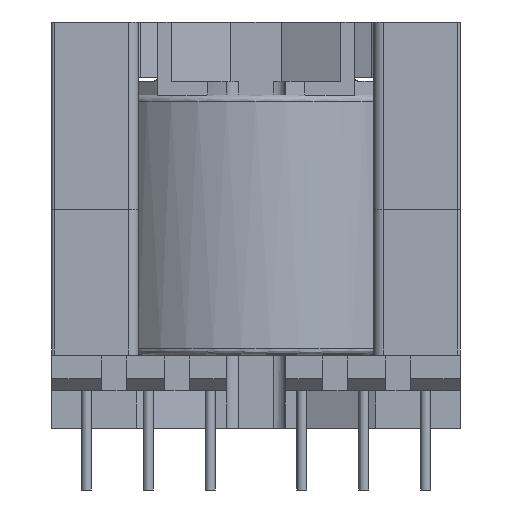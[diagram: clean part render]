
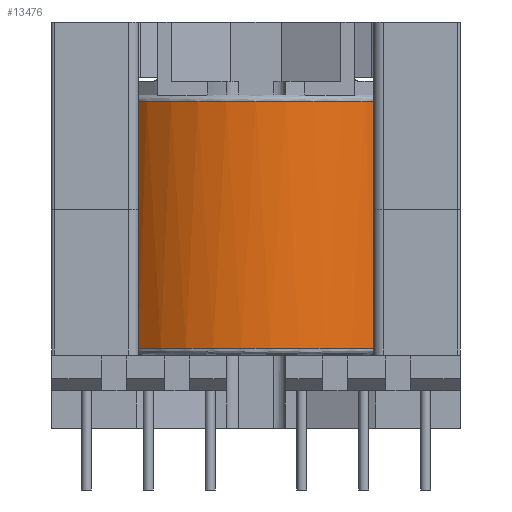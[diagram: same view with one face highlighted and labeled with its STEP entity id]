
A CAD part, front view. The second image highlights one B-rep face of the part: STEP entity #13476.
In plain terms, the highlighted cylindrical face has radius 13.7 mm (diameter 27.4 mm), a partial arc.
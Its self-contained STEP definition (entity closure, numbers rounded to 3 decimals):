
#645 = DIRECTION ( 'NONE',  ( 0., 0., 1. ) ) ;
#962 = CARTESIAN_POINT ( 'NONE',  ( 13.7, 0., -0.5 ) ) ;
#1185 = LINE ( 'NONE', #13876, #20102 ) ;
#1235 = AXIS2_PLACEMENT_3D ( 'NONE', #9776, #5161, #17727 ) ;
#1401 = VECTOR ( 'NONE', #7704, 1000. ) ;
#1536 = ORIENTED_EDGE ( 'NONE', *, *, #4290, .F. ) ;
#1690 = AXIS2_PLACEMENT_3D ( 'NONE', #10479, #645, #7014 ) ;
#2217 = VERTEX_POINT ( 'NONE', #13390 ) ;
#2267 = EDGE_CURVE ( 'NONE', #12973, #16436, #15635, .T. ) ;
#2915 = EDGE_CURVE ( 'NONE', #2217, #12973, #17467, .T. ) ;
#3077 = VERTEX_POINT ( 'NONE', #4903 ) ;
#3493 = DIRECTION ( 'NONE',  ( 0., 0., 1. ) ) ;
#3839 = EDGE_CURVE ( 'NONE', #3886, #2217, #14453, .T. ) ;
#3886 = VERTEX_POINT ( 'NONE', #16178 ) ;
#3930 = ORIENTED_EDGE ( 'NONE', *, *, #5329, .F. ) ;
#4290 = EDGE_CURVE ( 'NONE', #18942, #16436, #1185, .T. ) ;
#4849 = VERTEX_POINT ( 'NONE', #15443 ) ;
#4903 = CARTESIAN_POINT ( 'NONE',  ( 9.5, -9.871, -20.5 ) ) ;
#5161 = DIRECTION ( 'NONE',  ( 0., 0., 1. ) ) ;
#5307 = LINE ( 'NONE', #10334, #6434 ) ;
#5329 = EDGE_CURVE ( 'NONE', #10782, #4849, #5307, .T. ) ;
#5564 = ORIENTED_EDGE ( 'NONE', *, *, #3839, .T. ) ;
#6332 = CARTESIAN_POINT ( 'NONE',  ( 9.5, -9.871, 5.9 ) ) ;
#6434 = VECTOR ( 'NONE', #17967, 1000. ) ;
#6687 = AXIS2_PLACEMENT_3D ( 'NONE', #10691, #7544, #17087 ) ;
#7014 = DIRECTION ( 'NONE',  ( 1., 0., 0. ) ) ;
#7034 = CARTESIAN_POINT ( 'NONE',  ( 0., 0., -20.5 ) ) ;
#7054 = FACE_OUTER_BOUND ( 'NONE', #18120, .T. ) ;
#7544 = DIRECTION ( 'NONE',  ( 0., 0., -1. ) ) ;
#7704 = DIRECTION ( 'NONE',  ( 0., 0., -1. ) ) ;
#7762 = DIRECTION ( 'NONE',  ( 0., 0., 1. ) ) ;
#8342 = ORIENTED_EDGE ( 'NONE', *, *, #13851, .T. ) ;
#9443 = DIRECTION ( 'NONE',  ( 1., 0., 0. ) ) ;
#9758 = VECTOR ( 'NONE', #7762, 1000. ) ;
#9776 = CARTESIAN_POINT ( 'NONE',  ( 0., 0., -21. ) ) ;
#10334 = CARTESIAN_POINT ( 'NONE',  ( -9.5, -9.871, 5.9 ) ) ;
#10479 = CARTESIAN_POINT ( 'NONE',  ( 0., 0., -19.832 ) ) ;
#10691 = CARTESIAN_POINT ( 'NONE',  ( 0., 0., -0.5 ) ) ;
#10782 = VERTEX_POINT ( 'NONE', #10800 ) ;
#10800 = CARTESIAN_POINT ( 'NONE',  ( -9.5, -9.871, -20.5 ) ) ;
#12670 = ORIENTED_EDGE ( 'NONE', *, *, #13382, .F. ) ;
#12895 = CARTESIAN_POINT ( 'NONE',  ( 0., 0., -19.832 ) ) ;
#12973 = VERTEX_POINT ( 'NONE', #962 ) ;
#13382 = EDGE_CURVE ( 'NONE', #3886, #3077, #20447, .T. ) ;
#13389 = DIRECTION ( 'NONE',  ( 1., 0., 0. ) ) ;
#13390 = CARTESIAN_POINT ( 'NONE',  ( 13.7, 0., -19.832 ) ) ;
#13476 = ADVANCED_FACE ( 'NONE', ( #7054 ), #14747, .T. ) ;
#13851 = EDGE_CURVE ( 'NONE', #10782, #3077, #18141, .T. ) ;
#13876 = CARTESIAN_POINT ( 'NONE',  ( -13.7, 0., -21. ) ) ;
#14002 = CIRCLE ( 'NONE', #1690, 13.7 ) ;
#14097 = CARTESIAN_POINT ( 'NONE',  ( 13.7, 0., -21. ) ) ;
#14453 = CIRCLE ( 'NONE', #18402, 13.7 ) ;
#14747 = CYLINDRICAL_SURFACE ( 'NONE', #1235, 13.7 ) ;
#14918 = DIRECTION ( 'NONE',  ( 0., 0., 1. ) ) ;
#15443 = CARTESIAN_POINT ( 'NONE',  ( -9.5, -9.871, -19.832 ) ) ;
#15635 = CIRCLE ( 'NONE', #6687, 13.7 ) ;
#15759 = EDGE_CURVE ( 'NONE', #18942, #4849, #14002, .T. ) ;
#15784 = ORIENTED_EDGE ( 'NONE', *, *, #2915, .T. ) ;
#15955 = CARTESIAN_POINT ( 'NONE',  ( -13.7, 0., -0.5 ) ) ;
#16178 = CARTESIAN_POINT ( 'NONE',  ( 9.5, -9.871, -19.832 ) ) ;
#16436 = VERTEX_POINT ( 'NONE', #15955 ) ;
#16847 = ORIENTED_EDGE ( 'NONE', *, *, #2267, .T. ) ;
#16993 = ORIENTED_EDGE ( 'NONE', *, *, #15759, .T. ) ;
#17087 = DIRECTION ( 'NONE',  ( 1., 0., 0. ) ) ;
#17467 = LINE ( 'NONE', #14097, #9758 ) ;
#17640 = CARTESIAN_POINT ( 'NONE',  ( -13.7, 0., -19.832 ) ) ;
#17727 = DIRECTION ( 'NONE',  ( 1., 0., 0. ) ) ;
#17967 = DIRECTION ( 'NONE',  ( 0., 0., 1. ) ) ;
#18120 = EDGE_LOOP ( 'NONE', ( #1536, #16993, #3930, #8342, #12670, #5564, #15784, #16847 ) ) ;
#18141 = CIRCLE ( 'NONE', #19470, 13.7 ) ;
#18402 = AXIS2_PLACEMENT_3D ( 'NONE', #12895, #3493, #9443 ) ;
#18606 = DIRECTION ( 'NONE',  ( 0., 0., 1. ) ) ;
#18942 = VERTEX_POINT ( 'NONE', #17640 ) ;
#19470 = AXIS2_PLACEMENT_3D ( 'NONE', #7034, #14918, #13389 ) ;
#20102 = VECTOR ( 'NONE', #18606, 1000. ) ;
#20447 = LINE ( 'NONE', #6332, #1401 ) ;
